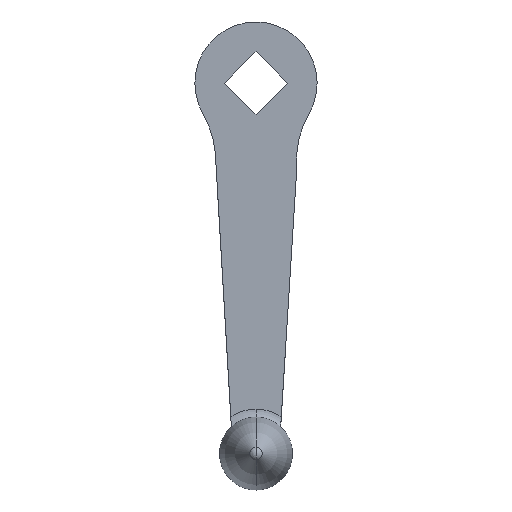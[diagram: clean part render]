
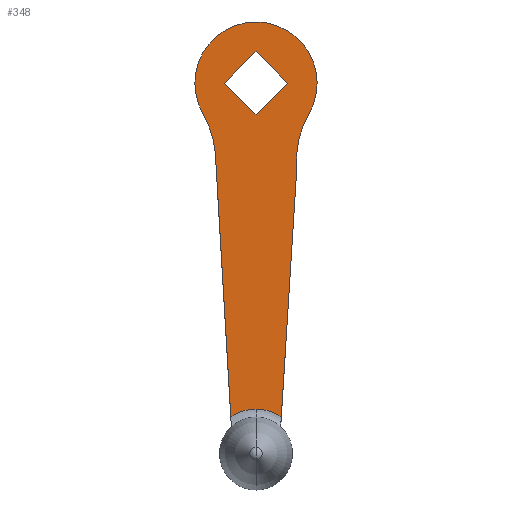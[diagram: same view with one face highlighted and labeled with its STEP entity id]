
A CAD part, front view. The second image highlights one B-rep face of the part: STEP entity #348.
In plain terms, the highlighted planar face has unit normal (0, -1, 0).
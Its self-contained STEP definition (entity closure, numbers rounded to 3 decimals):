
#184=EDGE_CURVE('',#458,#366,#520,.T.);
#188=EDGE_CURVE('',#286,#448,#524,.T.);
#242=EDGE_CURVE('',#410,#428,#587,.T.);
#252=EDGE_CURVE('',#410,#286,#598,.T.);
#286=VERTEX_POINT('',#634);
#292=EDGE_CURVE('',#452,#480,#640,.T.);
#320=EDGE_CURVE('',#448,#452,#669,.T.);
#348=ADVANCED_FACE('',(#702,#703),#704,.F.);
#366=VERTEX_POINT('',#723);
#410=VERTEX_POINT('',#772);
#412=EDGE_CURVE('',#480,#458,#774,.T.);
#428=VERTEX_POINT('',#791);
#440=EDGE_CURVE('',#482,#472,#806,.T.);
#448=VERTEX_POINT('',#816);
#452=VERTEX_POINT('',#820);
#458=VERTEX_POINT('',#826);
#460=EDGE_CURVE('',#472,#474,#828,.T.);
#466=EDGE_CURVE('',#474,#486,#835,.T.);
#472=VERTEX_POINT('',#843);
#474=VERTEX_POINT('',#845);
#478=EDGE_CURVE('',#486,#482,#849,.T.);
#480=VERTEX_POINT('',#851);
#482=VERTEX_POINT('',#853);
#486=VERTEX_POINT('',#857);
#488=EDGE_CURVE('',#428,#366,#859,.T.);
#520=LINE('',#885,#886);
#524=CIRCLE('',#891,26.0);
#587=CIRCLE('',#978,12.0);
#598=LINE('',#993,#994);
#634=CARTESIAN_POINT('',(-11.0,-28.0,-18.85));
#640=CIRCLE('',#1052,16.5);
#669=CIRCLE('',#1091,16.5);
#702=FACE_OUTER_BOUND('',#1128,.T.);
#703=FACE_BOUND('',#1129,.T.);
#704=PLANE('',#1130);
#723=CARTESIAN_POINT('',(6.825,-28.0,-90.13));
#772=CARTESIAN_POINT('',(-6.807,-28.0,-90.117));
#774=CIRCLE('',#1223,26.);
#791=CARTESIAN_POINT('',(0.,-28.0,-88.0));
#806=LINE('',#1279,#1280);
#816=CARTESIAN_POINT('',(-14.328,-28.0,-8.184));
#820=CARTESIAN_POINT('',(-14.328,-28.0,8.184));
#826=CARTESIAN_POINT('',(11.0,-28.0,-23.308));
#828=LINE('',#1306,#1307);
#835=LINE('',#1316,#1317);
#843=CARTESIAN_POINT('',(8.485,-28.0,0.));
#845=CARTESIAN_POINT('',(0.0,-28.0,8.485));
#849=LINE('',#1333,#1334);
#851=CARTESIAN_POINT('',(14.328,-28.0,-8.184));
#853=CARTESIAN_POINT('',(0.0,-28.0,-8.485));
#857=CARTESIAN_POINT('',(-8.485,-28.0,0.));
#859=CIRCLE('',#1347,12.0);
#885=CARTESIAN_POINT('',(10.973,-28.0,-23.746));
#886=VECTOR('',#1387,1.0);
#891=AXIS2_PLACEMENT_3D('',#1388,#1389,#1390);
#978=AXIS2_PLACEMENT_3D('',#1477,#1478,#1479);
#993=CARTESIAN_POINT('',(-8.595,-28.0,-59.733));
#994=VECTOR('',#1492,1.0);
#1052=AXIS2_PLACEMENT_3D('',#1529,#1530,#1531);
#1091=AXIS2_PLACEMENT_3D('',#1561,#1562,#1563);
#1128=EDGE_LOOP('',(#1620,#1621,#1622,#1623,#1624,#1625,#1626,#1627));
#1129=EDGE_LOOP('',(#1628,#1629,#1630,#1631));
#1130=AXIS2_PLACEMENT_3D('',#1632,#1633,#1634);
#1223=AXIS2_PLACEMENT_3D('',#1718,#1719,#1720);
#1279=CARTESIAN_POINT('',(0.489,-28.0,-7.996));
#1280=VECTOR('',#1758,1.0);
#1306=CARTESIAN_POINT('',(7.996,-28.0,0.489));
#1307=VECTOR('',#1784,1.0);
#1316=CARTESIAN_POINT('',(-12.239,-28.0,-3.754));
#1317=VECTOR('',#1796,1.0);
#1333=CARTESIAN_POINT('',(3.754,-28.0,-12.239));
#1334=VECTOR('',#1814,1.0);
#1347=AXIS2_PLACEMENT_3D('',#1816,#1817,#1818);
#1387=DIRECTION('',(-0.062,0.0,-0.998));
#1388=CARTESIAN_POINT('',(-36.904,-28.0,-21.079));
#1389=DIRECTION('',(0.0,-1.0,0.0));
#1390=DIRECTION('',(0.868,0.0,0.496));
#1477=CARTESIAN_POINT('',(0.0,-28.0,-100.0));
#1478=DIRECTION('',(-0.0,1.0,0.0));
#1479=DIRECTION('',(0.,0.0,1.0));
#1492=DIRECTION('',(-0.059,0.0,0.998));
#1529=CARTESIAN_POINT('',(0.0,-28.0,0.));
#1530=DIRECTION('',(0.0,1.0,0.0));
#1531=DIRECTION('',(0.868,0.0,-0.496));
#1561=CARTESIAN_POINT('',(0.0,-28.0,0.));
#1562=DIRECTION('',(0.0,1.0,0.0));
#1563=DIRECTION('',(0.868,0.0,-0.496));
#1620=ORIENTED_EDGE('',*,*,#252,.F.);
#1621=ORIENTED_EDGE('',*,*,#242,.T.);
#1622=ORIENTED_EDGE('',*,*,#488,.T.);
#1623=ORIENTED_EDGE('',*,*,#184,.F.);
#1624=ORIENTED_EDGE('',*,*,#412,.F.);
#1625=ORIENTED_EDGE('',*,*,#292,.F.);
#1626=ORIENTED_EDGE('',*,*,#320,.F.);
#1627=ORIENTED_EDGE('',*,*,#188,.F.);
#1628=ORIENTED_EDGE('',*,*,#478,.F.);
#1629=ORIENTED_EDGE('',*,*,#466,.F.);
#1630=ORIENTED_EDGE('',*,*,#460,.F.);
#1631=ORIENTED_EDGE('',*,*,#440,.F.);
#1632=CARTESIAN_POINT('',(0.,-28.0,-23.5));
#1633=DIRECTION('',(-0.0,1.0,0.0));
#1634=DIRECTION('',(0.,0.0,1.0));
#1718=CARTESIAN_POINT('',(36.904,-28.0,-21.079));
#1719=DIRECTION('',(0.0,-1.0,-0.0));
#1720=DIRECTION('',(-0.996,0.0,-0.086));
#1758=DIRECTION('',(0.707,0.0,0.707));
#1784=DIRECTION('',(-0.707,0.0,0.707));
#1796=DIRECTION('',(-0.707,0.0,-0.707));
#1814=DIRECTION('',(0.707,0.0,-0.707));
#1816=CARTESIAN_POINT('',(0.0,-28.0,-100.0));
#1817=DIRECTION('',(-0.0,1.0,0.0));
#1818=DIRECTION('',(0.,0.0,1.0));
